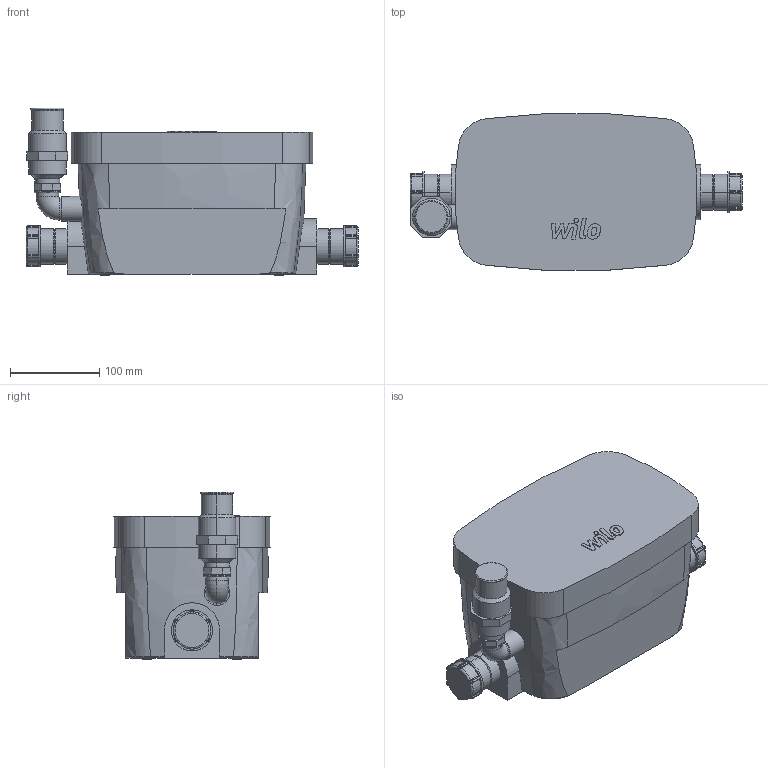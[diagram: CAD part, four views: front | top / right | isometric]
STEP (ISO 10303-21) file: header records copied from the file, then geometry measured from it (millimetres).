
FILE_DESCRIPTION((''),'2;1');
FILE_NAME('3d_HiDrainlift3-24-4191678.stp','2016-08-24T09:56:01',(''),(''),'Mechanical Desktop 2009','Mechanical Desktop 2009',', , ');
FILE_SCHEMA(('CONFIG_CONTROL_DESIGN'));
Length unit declared in the file: millimetre
Products named in the file (1): Product
Bounding box: 372 x 175.56 x 188 mm (x, y, z)
Volume: 6542229.7 mm3; surface area: 247110.3 mm2
Topology: 5 solids, 5 shells, 331 faces, 832 edges, 528 vertices
Faces by surface type: bspline 108, cylinder 93, plane 92, torus 30, cone 8
Full cylindrical faces by diameter (mm): 28 x1
Entity records: 14959 total; most frequent: CARTESIAN_POINT 7474, ORIENTED_EDGE 1664, DIRECTION 1334, EDGE_CURVE 832, VERTEX_POINT 528, AXIS2_PLACEMENT_3D 488, VECTOR 358, LINE 358
